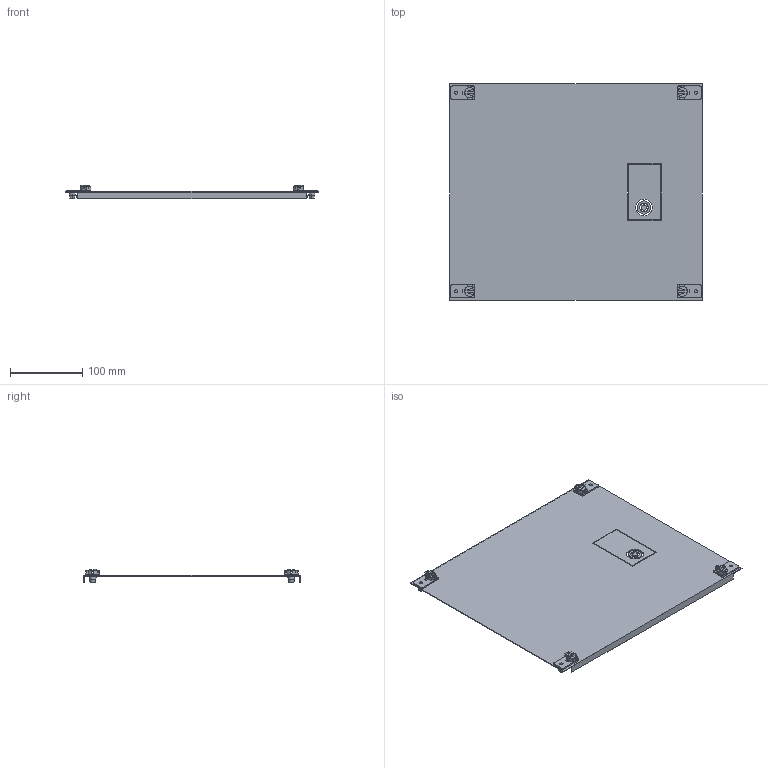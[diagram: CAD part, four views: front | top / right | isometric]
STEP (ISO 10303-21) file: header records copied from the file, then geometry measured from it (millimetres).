
FILE_DESCRIPTION((''),'2;1');
FILE_NAME('001101437_CP_1_4_2_F_ASM','2023-01-25T08:42:02',('klemen.sitar'),('Audax d.o.o.'),'CREO PARAMETRIC BY PTC INC, 2021304','CREO PARAMETRIC BY PTC INC, 2021304','');
FILE_SCHEMA(('AP242_MANAGED_MODEL_BASED_3D_ENGINEERING_MIM_LF { 1 0 10303 442 1 1 4 }'));
Length unit declared in the file: millimetre
Products named in the file (28): PRT0002_1_1_1_1_1_1_2_3_1_1_1; PRT0003_1_1_1_1_1_1_2_3_1_1_1; BLACK_PIN_ASM_1_ASM_1_ASM_1_A_2_ASM; BLACK_PIN_COLO_ASM_1_ASM_1_AS_2_ASM; ASM0002_ASM_1_ASM_1_1_2_ASM_1_A_ASM; PRT0002_1_1_1_1_1_1_1; PRT0002_1_1_1_1_1_1_2_1_1_1_1_1; PRT0003_1_1_1_1_1_1_2_1_1_1_1_1; BLACK_PIN_ASM_1_ASM_1_ASM_1_A_5_ASM; BLACK_PIN_COLO_ASM_1_ASM_1_AS_5_ASM; ASM0002_ASM_1_ASM_1_1_ASM_1_1_A_ASM; 001101436_CP_1_2_F_ASM_1_ASM_1_ASM; PRT0002_1_1_1_1_1_1_2_1_1_1_1; PRT0003_1_1_1_1_1_1_2_1_1_1_1; BLACK_PIN_ASM_1_ASM_1_ASM_1_A_3_ASM; BLACK_PIN_COLO_ASM_1_ASM_1_AS_3_ASM; ASM0002_ASM_1_ASM_1_1_ASM_1_A_1_ASM; PRT0002_1_1_1_1_1_1_2_3_1_1_1_2; PRT0003_1_1_1_1_1_1_2_3_1_1_1_2; BLACK_PIN_ASM_1_ASM_1_ASM_1_A_8_ASM; BLACK_PIN_COLO_ASM_1_ASM_1_AS_8_ASM; ASM0002_ASM_1_ASM_1_1_2_ASM_1_3_ASM; 001101436_CP_1_2_F_ASM_1_1_ASM__ASM; ASM0001_ASM_1_ASM; PRT0002_1_1_1_1; ASM0001_ASM_1_1_ASM; CP_L2-PART_ASM; 001101437_CP_1_4_2_F_ASM
Assembly tree (27 placements, depth 7):
  001101437_CP_1_4_2_F_ASM
    001101436_CP_1_2_F_ASM_1_ASM_1_ASM
      ASM0002_ASM_1_ASM_1_1_2_ASM_1_A_ASM
        BLACK_PIN_COLO_ASM_1_ASM_1_AS_2_ASM
          BLACK_PIN_ASM_1_ASM_1_ASM_1_A_2_ASM
            PRT0002_1_1_1_1_1_1_2_3_1_1_1
            PRT0003_1_1_1_1_1_1_2_3_1_1_1
      PRT0002_1_1_1_1_1_1_1
      ASM0002_ASM_1_ASM_1_1_ASM_1_1_A_ASM
        BLACK_PIN_COLO_ASM_1_ASM_1_AS_5_ASM
          BLACK_PIN_ASM_1_ASM_1_ASM_1_A_5_ASM
            PRT0002_1_1_1_1_1_1_2_1_1_1_1_1
            PRT0003_1_1_1_1_1_1_2_1_1_1_1_1
    ASM0001_ASM_1_ASM
      001101436_CP_1_2_F_ASM_1_1_ASM__ASM
        ASM0002_ASM_1_ASM_1_1_ASM_1_A_1_ASM
          BLACK_PIN_COLO_ASM_1_ASM_1_AS_3_ASM
            BLACK_PIN_ASM_1_ASM_1_ASM_1_A_3_ASM
              PRT0002_1_1_1_1_1_1_2_1_1_1_1
              PRT0003_1_1_1_1_1_1_2_1_1_1_1
        ASM0002_ASM_1_ASM_1_1_2_ASM_1_3_ASM
          BLACK_PIN_COLO_ASM_1_ASM_1_AS_8_ASM
            BLACK_PIN_ASM_1_ASM_1_ASM_1_A_8_ASM
              PRT0002_1_1_1_1_1_1_2_3_1_1_1_2
              PRT0003_1_1_1_1_1_1_2_3_1_1_1_2
    CP_L2-PART_ASM
      ASM0001_ASM_1_1_ASM
        PRT0002_1_1_1_1
Bounding box: 350 x 300 x 18.6 mm (x, y, z)
Volume: 121333.9 mm3; surface area: 233662.3 mm2
Topology: 10 solids, 10 shells, 384 faces, 1210 edges, 932 vertices
Faces by surface type: plane 244, cylinder 132, cone 8
Entity records: 25193 total; most frequent: PRESENTATION_LAYER_ASSIGNMENT 3328, CARTESIAN_POINT 3196, DIRECTION 2540, ORIENTED_EDGE 2256, PRESENTATION_STYLE_ASSIGNMENT 1325, STYLED_ITEM 1325, CURVE_STYLE 1315, EDGE_CURVE 1128
